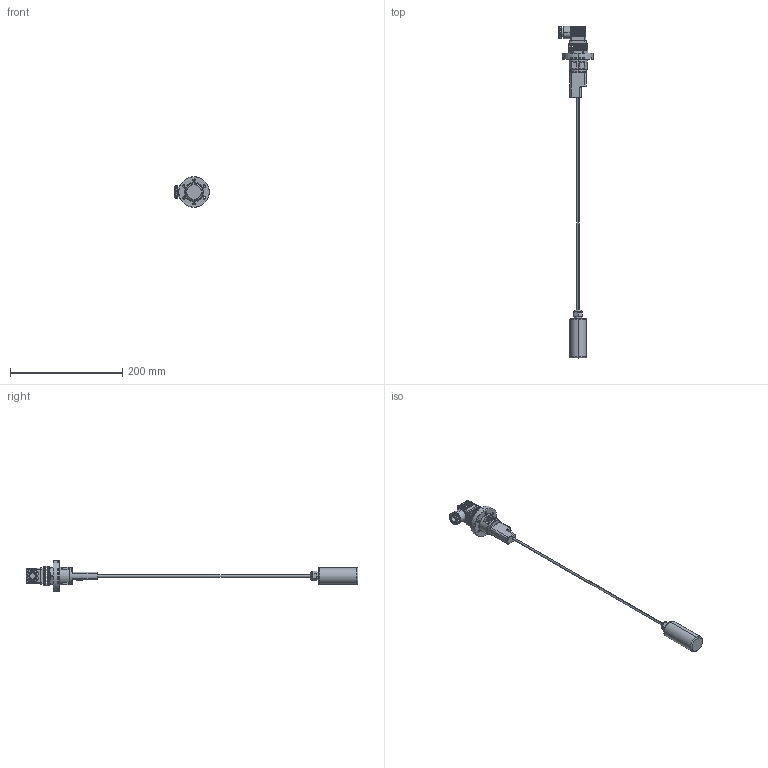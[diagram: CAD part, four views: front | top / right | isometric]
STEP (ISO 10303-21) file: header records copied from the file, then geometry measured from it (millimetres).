
FILE_DESCRIPTION (( 'STEP AP214' ), '1' );
FILE_NAME ('IMM.STEP', '2020-02-13T08:11:48', ( '' ), ( '' ), 'SwSTEP 2.0', 'SolidWorks 2019', '' );
FILE_SCHEMA (( 'AUTOMOTIVE_DESIGN' ));
Length unit declared in the file: millimetre
Products named in the file (1): IMM
Bounding box: 62.25 x 590.6 x 55 mm (x, y, z)
Surface area: 40134.2 mm2 (no closed solid volume)
Topology: 0 solids, 81 shells, 579 faces, 2255 edges, 1713 vertices
Faces by surface type: cylinder 234, plane 204, torus 76, bspline 43, sphere 12, cone 10
Entity records: 34308 total; most frequent: CARTESIAN_POINT 10157, DIRECTION 3530, ORIENTED_EDGE 3223, EDGE_CURVE 2245, VERTEX_POINT 1713, AXIS2_PLACEMENT_3D 1203, VECTOR 1124, LINE 1124
